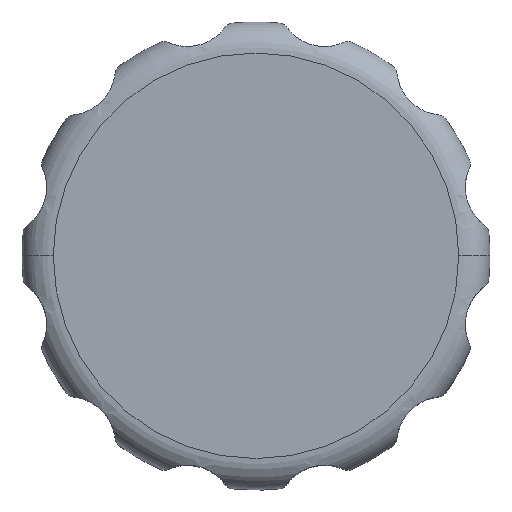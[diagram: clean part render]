
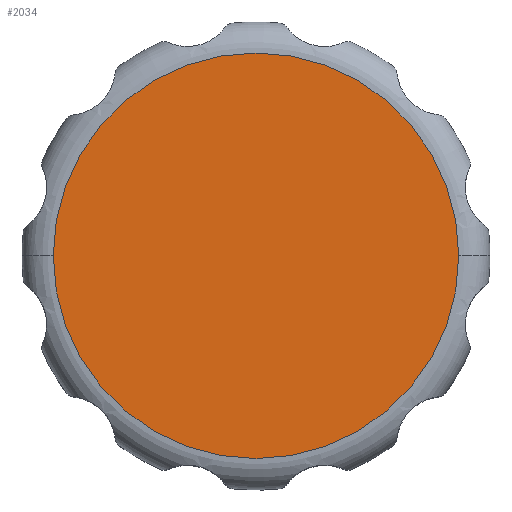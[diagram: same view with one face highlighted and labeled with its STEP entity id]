
A CAD part, top view. The second image highlights one B-rep face of the part: STEP entity #2034.
In plain terms, the highlighted planar face has unit normal (0, 0, 1).
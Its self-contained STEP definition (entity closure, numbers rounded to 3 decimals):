
#138 = DIRECTION ( 'NONE',  ( 0., 0., 1. ) ) ;
#147 = ORIENTED_EDGE ( 'NONE', *, *, #1942, .T. ) ;
#182 = DIRECTION ( 'NONE',  ( 1., 0., 0. ) ) ;
#407 = AXIS2_PLACEMENT_3D ( 'NONE', #1140, #138, #1518 ) ;
#443 = VERTEX_POINT ( 'NONE', #1427 ) ;
#490 = AXIS2_PLACEMENT_3D ( 'NONE', #1269, #2240, #1079 ) ;
#644 = FACE_OUTER_BOUND ( 'NONE', #1832, .T. ) ;
#843 = VERTEX_POINT ( 'NONE', #1491 ) ;
#1003 = ORIENTED_EDGE ( 'NONE', *, *, #1371, .T. ) ;
#1079 = DIRECTION ( 'NONE',  ( 1., 0., 0. ) ) ;
#1140 = CARTESIAN_POINT ( 'NONE',  ( 0., 0., 8. ) ) ;
#1234 = CIRCLE ( 'NONE', #490, 6.5 ) ;
#1269 = CARTESIAN_POINT ( 'NONE',  ( 0., 0., 8. ) ) ;
#1304 = CIRCLE ( 'NONE', #2095, 6.5 ) ;
#1371 = EDGE_CURVE ( 'NONE', #843, #443, #1304, .T. ) ;
#1373 = CARTESIAN_POINT ( 'NONE',  ( 0., 0., 8. ) ) ;
#1395 = DIRECTION ( 'NONE',  ( 0., 0., 1. ) ) ;
#1427 = CARTESIAN_POINT ( 'NONE',  ( 6.5, 0., 8. ) ) ;
#1491 = CARTESIAN_POINT ( 'NONE',  ( -6.5, 0., 8. ) ) ;
#1518 = DIRECTION ( 'NONE',  ( 1., 0., 0. ) ) ;
#1832 = EDGE_LOOP ( 'NONE', ( #147, #1003 ) ) ;
#1930 = PLANE ( 'NONE',  #407 ) ;
#1942 = EDGE_CURVE ( 'NONE', #443, #843, #1234, .T. ) ;
#2034 = ADVANCED_FACE ( 'NONE', ( #644 ), #1930, .T. ) ;
#2095 = AXIS2_PLACEMENT_3D ( 'NONE', #1373, #1395, #182 ) ;
#2240 = DIRECTION ( 'NONE',  ( 0., 0., 1. ) ) ;
